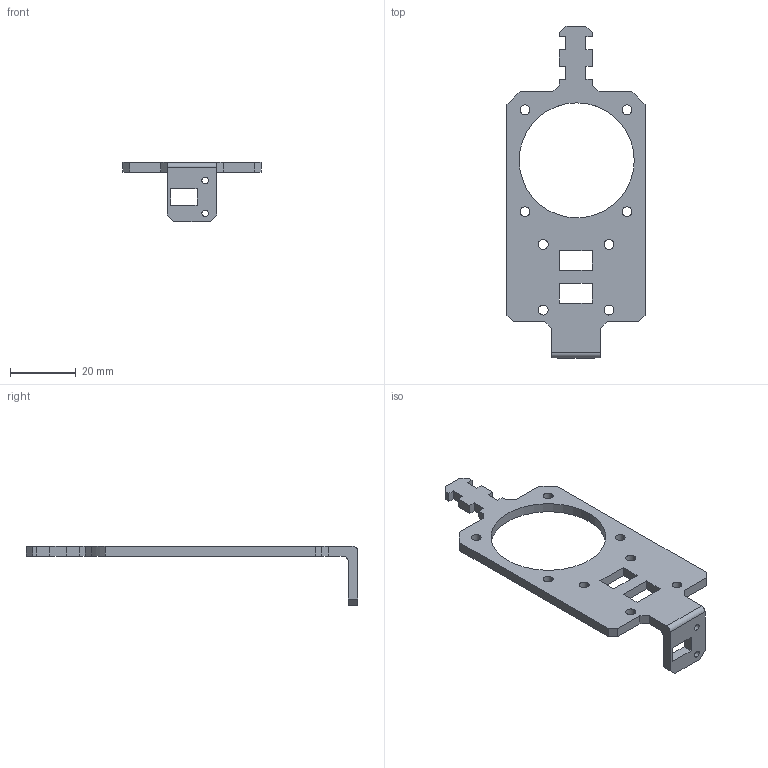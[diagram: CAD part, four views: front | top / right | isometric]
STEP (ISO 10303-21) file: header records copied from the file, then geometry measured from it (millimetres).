
FILE_DESCRIPTION (( 'STEP AP214' ), '1' );
FILE_NAME ('LGX-MOS-MGN12H-EUCLID.STEP', '2022-08-15T03:44:03', ( '' ), ( '' ), 'SwSTEP 2.0', 'SolidWorks 2021', '' );
FILE_SCHEMA (( 'AUTOMOTIVE_DESIGN' ));
Length unit declared in the file: millimetre
Products named in the file (1): LGX-MOS-MGN12H-EUCLID
Bounding box: 42 x 101 x 18 mm (x, y, z)
Volume: 6882.6 mm3; surface area: 6379.6 mm2
Topology: 1 solids, 1 shells, 80 faces, 236 edges, 157 vertices
Faces by surface type: plane 54, cylinder 26
Entity records: 2755 total; most frequent: CARTESIAN_POINT 474, ORIENTED_EDGE 472, DIRECTION 451, EDGE_CURVE 236, VECTOR 183, LINE 183, VERTEX_POINT 157, AXIS2_PLACEMENT_3D 134
